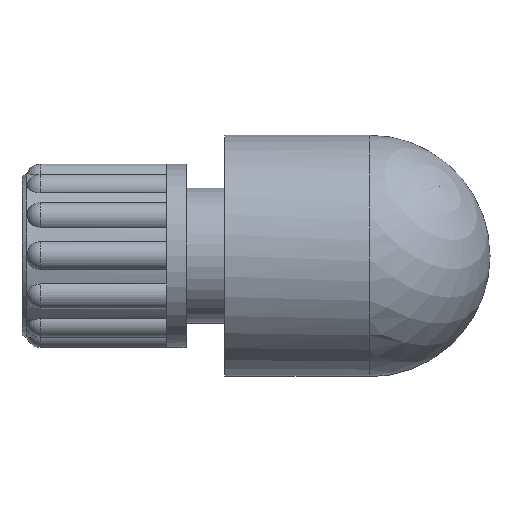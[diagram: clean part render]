
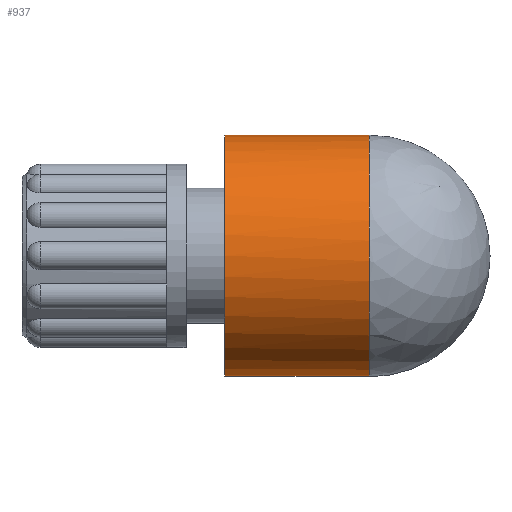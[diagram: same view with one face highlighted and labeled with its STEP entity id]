
A CAD part, top view. The second image highlights one B-rep face of the part: STEP entity #937.
In plain terms, the highlighted cylindrical face has radius 12.5 mm (diameter 25 mm), a full revolution.
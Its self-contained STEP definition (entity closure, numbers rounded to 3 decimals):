
#68=ELLIPSE('',#1015,17.678,12.5);
#105=FACE_BOUND('',#197,.T.);
#125=FACE_OUTER_BOUND('',#196,.T.);
#196=EDGE_LOOP('',(#629,#630));
#197=EDGE_LOOP('',(#631));
#303=CIRCLE('',#1010,12.5);
#304=CIRCLE('',#1012,12.5);
#392=VERTEX_POINT('',#1550);
#393=VERTEX_POINT('',#1551);
#394=VERTEX_POINT('',#1555);
#484=EDGE_CURVE('',#393,#392,#303,.T.);
#485=EDGE_CURVE('',#394,#394,#304,.T.);
#487=EDGE_CURVE('',#392,#393,#68,.T.);
#629=ORIENTED_EDGE('',*,*,#487,.T.);
#630=ORIENTED_EDGE('',*,*,#484,.T.);
#631=ORIENTED_EDGE('',*,*,#485,.F.);
#901=CYLINDRICAL_SURFACE('',#1014,12.5);
#937=ADVANCED_FACE('',(#125,#105),#901,.T.);
#1010=AXIS2_PLACEMENT_3D('',#1553,#1179,#1180);
#1012=AXIS2_PLACEMENT_3D('',#1556,#1183,#1184);
#1014=AXIS2_PLACEMENT_3D('',#1559,#1187,#1188);
#1015=AXIS2_PLACEMENT_3D('',#1560,#1189,#1190);
#1179=DIRECTION('center_axis',(-1.,0.,0.));
#1180=DIRECTION('ref_axis',(0.,-1.,0.));
#1183=DIRECTION('center_axis',(-1.,0.,0.));
#1184=DIRECTION('ref_axis',(0.,-1.,0.));
#1187=DIRECTION('center_axis',(-1.,0.,0.));
#1188=DIRECTION('ref_axis',(0.,-1.,0.));
#1189=DIRECTION('center_axis',(-0.707,0.,0.707));
#1190=DIRECTION('ref_axis',(-0.707,0.,-0.707));
#1550=CARTESIAN_POINT('',(0.,12.5,0.));
#1551=CARTESIAN_POINT('',(0.,-12.5,0.));
#1553=CARTESIAN_POINT('Origin',(0.,0.,0.));
#1555=CARTESIAN_POINT('',(-15.,12.5,0.));
#1556=CARTESIAN_POINT('Origin',(-15.,0.,0.));
#1559=CARTESIAN_POINT('Origin',(0.,0.,0.));
#1560=CARTESIAN_POINT('Origin',(0.,0.,0.));
